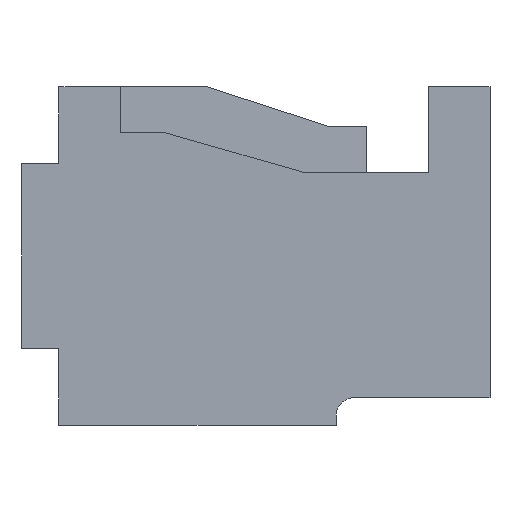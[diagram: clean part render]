
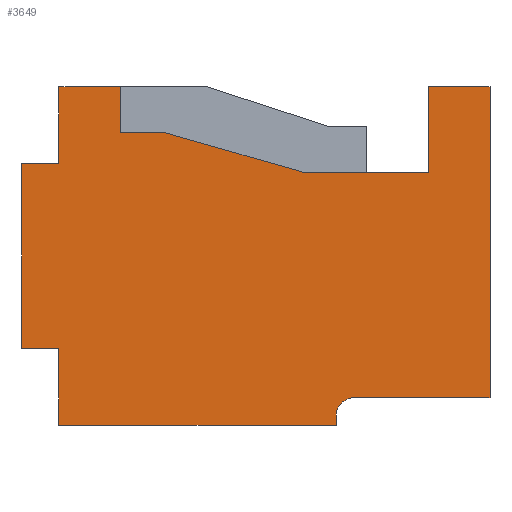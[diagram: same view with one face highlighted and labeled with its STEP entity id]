
A CAD part, left-side view. The second image highlights one B-rep face of the part: STEP entity #3649.
In plain terms, the highlighted planar face has unit normal (-1, 0, 0).
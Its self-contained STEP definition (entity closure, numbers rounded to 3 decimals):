
#13=DIRECTION('',(0.,-1.,0.));
#14=VECTOR('',#13,2.25);
#15=CARTESIAN_POINT('',(-4.2,1.6,-1.375));
#16=LINE('',#15,#14);
#17=DIRECTION('',(0.,0.,1.));
#18=VECTOR('',#17,0.075);
#19=CARTESIAN_POINT('',(-4.2,-0.65,-1.375));
#20=LINE('',#19,#18);
#21=DIRECTION('',(0.,0.,1.));
#22=VECTOR('',#21,0.625);
#23=CARTESIAN_POINT('',(-4.2,1.6,-1.375));
#24=LINE('',#23,#22);
#25=DIRECTION('',(0.,-1.,0.));
#26=VECTOR('',#25,0.3);
#27=CARTESIAN_POINT('',(-4.2,1.9,-0.75));
#28=LINE('',#27,#26);
#29=DIRECTION('',(0.,0.,1.));
#30=VECTOR('',#29,1.5);
#31=CARTESIAN_POINT('',(-4.2,1.9,-0.75));
#32=LINE('',#31,#30);
#33=DIRECTION('',(0.,-1.,0.));
#34=VECTOR('',#33,0.3);
#35=CARTESIAN_POINT('',(-4.2,1.9,0.75));
#36=LINE('',#35,#34);
#37=DIRECTION('',(0.,0.,-1.));
#38=VECTOR('',#37,0.625);
#39=CARTESIAN_POINT('',(-4.2,1.6,1.375));
#40=LINE('',#39,#38);
#41=DIRECTION('',(0.,0.,-1.));
#42=VECTOR('',#41,0.375);
#43=CARTESIAN_POINT('',(-4.2,1.1,1.375));
#44=LINE('',#43,#42);
#45=DIRECTION('',(0.,1.,0.));
#46=VECTOR('',#45,0.367);
#47=CARTESIAN_POINT('',(-4.2,0.733,1.));
#48=LINE('',#47,#46);
#49=DIRECTION('',(0.,0.961,0.276));
#50=VECTOR('',#49,1.179);
#51=CARTESIAN_POINT('',(-4.2,-0.4,0.675));
#52=LINE('',#51,#50);
#53=DIRECTION('',(0.,1.,0.));
#54=VECTOR('',#53,1.);
#55=CARTESIAN_POINT('',(-4.2,-1.4,0.675));
#56=LINE('',#55,#54);
#57=DIRECTION('',(0.,0.,-1.));
#58=VECTOR('',#57,0.7);
#59=CARTESIAN_POINT('',(-4.2,-1.4,1.375));
#60=LINE('',#59,#58);
#61=DIRECTION('',(0.,1.,0.));
#62=VECTOR('',#61,1.1);
#63=CARTESIAN_POINT('',(-4.2,-1.9,-1.15));
#64=LINE('',#63,#62);
#65=CARTESIAN_POINT('',(-4.2,-0.8,-1.3));
#66=DIRECTION('',(1.,0.,0.));
#67=DIRECTION('',(0.,1.,0.));
#68=AXIS2_PLACEMENT_3D('',#65,#66,#67);
#877=DIRECTION('',(0.,0.,1.));
#878=VECTOR('',#877,2.525);
#879=CARTESIAN_POINT('',(-4.2,-1.9,-1.15));
#880=LINE('',#879,#878);
#961=DIRECTION('',(0.,-1.,0.));
#962=VECTOR('',#961,0.5);
#963=CARTESIAN_POINT('',(-4.2,1.6,1.375));
#964=LINE('',#963,#962);
#1093=DIRECTION('',(0.,-1.,0.));
#1094=VECTOR('',#1093,0.5);
#1095=CARTESIAN_POINT('',(-4.2,-1.4,1.375));
#1096=LINE('',#1095,#1094);
#2695=CARTESIAN_POINT('',(-4.2,-1.9,1.375));
#2697=VERTEX_POINT('',#2695);
#2699=CARTESIAN_POINT('',(-4.2,1.6,-1.375));
#2701=VERTEX_POINT('',#2699);
#2703=CARTESIAN_POINT('',(-4.2,1.6,1.375));
#2705=VERTEX_POINT('',#2703);
#2707=CARTESIAN_POINT('',(-4.2,1.6,0.75));
#2708=VERTEX_POINT('',#2707);
#2709=CARTESIAN_POINT('',(-4.2,1.9,0.75));
#2710=VERTEX_POINT('',#2709);
#2711=CARTESIAN_POINT('',(-4.2,1.9,-0.75));
#2712=CARTESIAN_POINT('',(-4.2,1.6,-0.75));
#2713=VERTEX_POINT('',#2711);
#2714=VERTEX_POINT('',#2712);
#2769=CARTESIAN_POINT('',(-4.2,-1.4,1.375));
#2770=CARTESIAN_POINT('',(-4.2,-1.4,0.675));
#2771=VERTEX_POINT('',#2769);
#2772=VERTEX_POINT('',#2770);
#2773=CARTESIAN_POINT('',(-4.2,-0.4,0.675));
#2774=VERTEX_POINT('',#2773);
#2775=CARTESIAN_POINT('',(-4.2,0.733,1.));
#2776=VERTEX_POINT('',#2775);
#2777=CARTESIAN_POINT('',(-4.2,1.1,1.));
#2778=VERTEX_POINT('',#2777);
#2779=CARTESIAN_POINT('',(-4.2,1.1,1.375));
#2780=VERTEX_POINT('',#2779);
#3419=CARTESIAN_POINT('',(-4.2,-0.65,-1.375));
#3421=VERTEX_POINT('',#3419);
#3423=CARTESIAN_POINT('',(-4.2,-0.65,-1.3));
#3424=VERTEX_POINT('',#3423);
#3425=CARTESIAN_POINT('',(-4.2,-0.8,-1.15));
#3426=VERTEX_POINT('',#3425);
#3427=CARTESIAN_POINT('',(-4.2,-1.9,-1.15));
#3428=VERTEX_POINT('',#3427);
#3610=CARTESIAN_POINT('',(-4.2,1.9,-1.375));
#3611=DIRECTION('',(-1.,0.,0.));
#3612=DIRECTION('',(0.,-1.,0.));
#3613=AXIS2_PLACEMENT_3D('',#3610,#3611,#3612);
#3614=PLANE('',#3613);
#3615=ORIENTED_EDGE('',*,*,#3601,.F.);
#3616=ORIENTED_EDGE('',*,*,#3590,.F.);
#3618=ORIENTED_EDGE('',*,*,#3617,.T.);
#3620=ORIENTED_EDGE('',*,*,#3619,.F.);
#3622=ORIENTED_EDGE('',*,*,#3621,.T.);
#3624=ORIENTED_EDGE('',*,*,#3623,.T.);
#3626=ORIENTED_EDGE('',*,*,#3625,.F.);
#3628=ORIENTED_EDGE('',*,*,#3627,.T.);
#3630=ORIENTED_EDGE('',*,*,#3629,.T.);
#3632=ORIENTED_EDGE('',*,*,#3631,.F.);
#3634=ORIENTED_EDGE('',*,*,#3633,.F.);
#3636=ORIENTED_EDGE('',*,*,#3635,.F.);
#3638=ORIENTED_EDGE('',*,*,#3637,.F.);
#3640=ORIENTED_EDGE('',*,*,#3639,.T.);
#3642=ORIENTED_EDGE('',*,*,#3641,.F.);
#3644=ORIENTED_EDGE('',*,*,#3643,.T.);
#3646=ORIENTED_EDGE('',*,*,#3645,.F.);
#3647=EDGE_LOOP('',(#3615,#3616,#3618,#3620,#3622,#3624,#3626,#3628,#3630,#3632,
#3634,#3636,#3638,#3640,#3642,#3644,#3646));
#3648=FACE_OUTER_BOUND('',#3647,.F.);
#3649=ADVANCED_FACE('',(#3648),#3614,.T.);
#69=CIRCLE('',#68,0.15);
#3590=EDGE_CURVE('',#2701,#3421,#16,.T.);
#3601=EDGE_CURVE('',#3421,#3424,#20,.T.);
#3617=EDGE_CURVE('',#2701,#2714,#24,.T.);
#3619=EDGE_CURVE('',#2713,#2714,#28,.T.);
#3621=EDGE_CURVE('',#2713,#2710,#32,.T.);
#3623=EDGE_CURVE('',#2710,#2708,#36,.T.);
#3625=EDGE_CURVE('',#2705,#2708,#40,.T.);
#3627=EDGE_CURVE('',#2705,#2780,#964,.T.);
#3629=EDGE_CURVE('',#2780,#2778,#44,.T.);
#3631=EDGE_CURVE('',#2776,#2778,#48,.T.);
#3633=EDGE_CURVE('',#2774,#2776,#52,.T.);
#3635=EDGE_CURVE('',#2772,#2774,#56,.T.);
#3637=EDGE_CURVE('',#2771,#2772,#60,.T.);
#3639=EDGE_CURVE('',#2771,#2697,#1096,.T.);
#3641=EDGE_CURVE('',#3428,#2697,#880,.T.);
#3643=EDGE_CURVE('',#3428,#3426,#64,.T.);
#3645=EDGE_CURVE('',#3424,#3426,#69,.T.);
